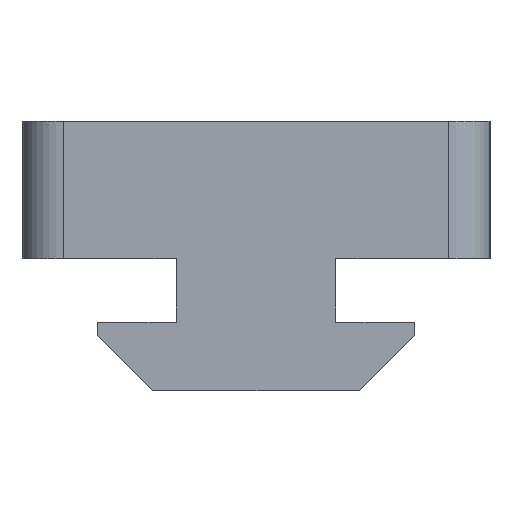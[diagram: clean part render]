
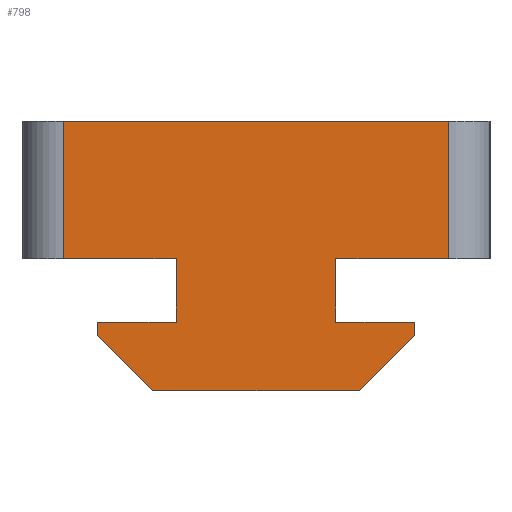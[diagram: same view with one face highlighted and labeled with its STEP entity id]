
A CAD part, left-side view. The second image highlights one B-rep face of the part: STEP entity #798.
In plain terms, the highlighted planar face has unit normal (-1, 0, 0).
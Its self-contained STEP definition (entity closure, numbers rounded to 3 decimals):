
#21 = VECTOR ( 'NONE', #757, 1000. ) ;
#24 = VECTOR ( 'NONE', #452, 1000. ) ;
#34 = CARTESIAN_POINT ( 'NONE',  ( 0., 5.75, -1.8 ) ) ;
#60 = VERTEX_POINT ( 'NONE', #692 ) ;
#82 = EDGE_CURVE ( 'NONE', #944, #714, #1539, .T. ) ;
#89 = ORIENTED_EDGE ( 'NONE', *, *, #1299, .F. ) ;
#91 = AXIS2_PLACEMENT_3D ( 'NONE', #1264, #492, #1389 ) ;
#105 = VERTEX_POINT ( 'NONE', #566 ) ;
#123 = VERTEX_POINT ( 'NONE', #1334 ) ;
#133 = ORIENTED_EDGE ( 'NONE', *, *, #82, .T. ) ;
#202 = LINE ( 'NONE', #933, #838 ) ;
#224 = ORIENTED_EDGE ( 'NONE', *, *, #1169, .T. ) ;
#246 = DIRECTION ( 'NONE',  ( 0., 0., -1. ) ) ;
#260 = FACE_OUTER_BOUND ( 'NONE', #1285, .T. ) ;
#269 = CARTESIAN_POINT ( 'NONE',  ( 0., -5.75, -2.3 ) ) ;
#274 = VERTEX_POINT ( 'NONE', #597 ) ;
#302 = LINE ( 'NONE', #951, #1279 ) ;
#305 = ORIENTED_EDGE ( 'NONE', *, *, #458, .F. ) ;
#331 = EDGE_CURVE ( 'NONE', #714, #1232, #778, .T. ) ;
#360 = CARTESIAN_POINT ( 'NONE',  ( 0., 2.9, 0. ) ) ;
#365 = CARTESIAN_POINT ( 'NONE',  ( 0., 3.75, -4.8 ) ) ;
#366 = DIRECTION ( 'NONE',  ( 0., 0., 1. ) ) ;
#380 = CARTESIAN_POINT ( 'NONE',  ( 0., -5.75, -2.8 ) ) ;
#386 = CARTESIAN_POINT ( 'NONE',  ( 0., 7., 0. ) ) ;
#390 = ORIENTED_EDGE ( 'NONE', *, *, #737, .T. ) ;
#394 = EDGE_CURVE ( 'NONE', #697, #919, #1120, .T. ) ;
#410 = EDGE_CURVE ( 'NONE', #944, #123, #1045, .T. ) ;
#423 = DIRECTION ( 'NONE',  ( 0., 1., 0. ) ) ;
#435 = CARTESIAN_POINT ( 'NONE',  ( 0., -5.75, -2.3 ) ) ;
#437 = ORIENTED_EDGE ( 'NONE', *, *, #1478, .F. ) ;
#452 = DIRECTION ( 'NONE',  ( 0., 0., 1. ) ) ;
#458 = EDGE_CURVE ( 'NONE', #60, #1232, #591, .T. ) ;
#471 = VERTEX_POINT ( 'NONE', #1042 ) ;
#486 = CARTESIAN_POINT ( 'NONE',  ( 0., 7., 0. ) ) ;
#492 = DIRECTION ( 'NONE',  ( 1., 0., 0. ) ) ;
#494 = CARTESIAN_POINT ( 'NONE',  ( 0., -5.75, -2.8 ) ) ;
#533 = LINE ( 'NONE', #1625, #1557 ) ;
#561 = DIRECTION ( 'NONE',  ( 0., 1., 0. ) ) ;
#566 = CARTESIAN_POINT ( 'NONE',  ( 0., 2.9, -2.3 ) ) ;
#571 = ORIENTED_EDGE ( 'NONE', *, *, #1628, .F. ) ;
#589 = CARTESIAN_POINT ( 'NONE',  ( 0., -2.9, 0. ) ) ;
#591 = LINE ( 'NONE', #781, #935 ) ;
#597 = CARTESIAN_POINT ( 'NONE',  ( 0., 2.9, 0. ) ) ;
#606 = CARTESIAN_POINT ( 'NONE',  ( 0., 7., 5. ) ) ;
#614 = ORIENTED_EDGE ( 'NONE', *, *, #331, .T. ) ;
#622 = CARTESIAN_POINT ( 'NONE',  ( 0., -8.5, 5. ) ) ;
#624 = CARTESIAN_POINT ( 'NONE',  ( 0., -2.9, 0. ) ) ;
#670 = EDGE_CURVE ( 'NONE', #1410, #794, #202, .T. ) ;
#680 = LINE ( 'NONE', #360, #1278 ) ;
#689 = DIRECTION ( 'NONE',  ( 0., 0.707, 0.707 ) ) ;
#690 = VECTOR ( 'NONE', #689, 1000. ) ;
#692 = CARTESIAN_POINT ( 'NONE',  ( 0., -7., 0. ) ) ;
#697 = VERTEX_POINT ( 'NONE', #606 ) ;
#700 = LINE ( 'NONE', #622, #1376 ) ;
#701 = VECTOR ( 'NONE', #246, 1000. ) ;
#714 = VERTEX_POINT ( 'NONE', #999 ) ;
#737 = EDGE_CURVE ( 'NONE', #274, #105, #680, .T. ) ;
#749 = PLANE ( 'NONE',  #91 ) ;
#757 = DIRECTION ( 'NONE',  ( 0., 0., -1. ) ) ;
#769 = CARTESIAN_POINT ( 'NONE',  ( 0., -7., 5. ) ) ;
#778 = LINE ( 'NONE', #624, #1084 ) ;
#781 = CARTESIAN_POINT ( 'NONE',  ( 0., 0., 0. ) ) ;
#783 = VERTEX_POINT ( 'NONE', #1382 ) ;
#794 = VERTEX_POINT ( 'NONE', #365 ) ;
#798 = ADVANCED_FACE ( 'NONE', ( #260 ), #749, .F. ) ;
#838 = VECTOR ( 'NONE', #423, 1000. ) ;
#865 = LINE ( 'NONE', #380, #1549 ) ;
#873 = ORIENTED_EDGE ( 'NONE', *, *, #670, .F. ) ;
#919 = VERTEX_POINT ( 'NONE', #386 ) ;
#933 = CARTESIAN_POINT ( 'NONE',  ( 0., 0., -4.8 ) ) ;
#935 = VECTOR ( 'NONE', #1546, 1000. ) ;
#937 = VECTOR ( 'NONE', #1304, 1000. ) ;
#944 = VERTEX_POINT ( 'NONE', #269 ) ;
#951 = CARTESIAN_POINT ( 'NONE',  ( 0., 5.75, -2.3 ) ) ;
#955 = DIRECTION ( 'NONE',  ( 0., 1., 0. ) ) ;
#999 = CARTESIAN_POINT ( 'NONE',  ( 0., -2.9, -2.3 ) ) ;
#1042 = CARTESIAN_POINT ( 'NONE',  ( 0., 5.75, -2.8 ) ) ;
#1045 = LINE ( 'NONE', #494, #21 ) ;
#1053 = EDGE_CURVE ( 'NONE', #471, #783, #1619, .T. ) ;
#1084 = VECTOR ( 'NONE', #366, 1000. ) ;
#1111 = DIRECTION ( 'NONE',  ( 0., 1., 0. ) ) ;
#1120 = LINE ( 'NONE', #486, #701 ) ;
#1163 = VECTOR ( 'NONE', #561, 1000. ) ;
#1166 = ORIENTED_EDGE ( 'NONE', *, *, #394, .T. ) ;
#1169 = EDGE_CURVE ( 'NONE', #105, #783, #302, .T. ) ;
#1201 = EDGE_CURVE ( 'NONE', #60, #1574, #1333, .T. ) ;
#1232 = VERTEX_POINT ( 'NONE', #589 ) ;
#1262 = ORIENTED_EDGE ( 'NONE', *, *, #1053, .F. ) ;
#1264 = CARTESIAN_POINT ( 'NONE',  ( 0., 0., 0. ) ) ;
#1272 = DIRECTION ( 'NONE',  ( 0., 0.707, -0.707 ) ) ;
#1275 = ORIENTED_EDGE ( 'NONE', *, *, #1449, .F. ) ;
#1278 = VECTOR ( 'NONE', #1510, 1000. ) ;
#1279 = VECTOR ( 'NONE', #955, 1000. ) ;
#1285 = EDGE_LOOP ( 'NONE', ( #133, #614, #305, #1550, #1275, #1166, #89, #390, #224, #1262, #571, #873, #437, #1448 ) ) ;
#1299 = EDGE_CURVE ( 'NONE', #274, #919, #533, .T. ) ;
#1304 = DIRECTION ( 'NONE',  ( 0., 0., 1. ) ) ;
#1333 = LINE ( 'NONE', #1346, #24 ) ;
#1334 = CARTESIAN_POINT ( 'NONE',  ( 0., -5.75, -2.8 ) ) ;
#1346 = CARTESIAN_POINT ( 'NONE',  ( 0., -7., 5. ) ) ;
#1373 = CARTESIAN_POINT ( 'NONE',  ( 0., -3.75, -4.8 ) ) ;
#1376 = VECTOR ( 'NONE', #1643, 1000. ) ;
#1382 = CARTESIAN_POINT ( 'NONE',  ( 0., 5.75, -2.3 ) ) ;
#1389 = DIRECTION ( 'NONE',  ( 0., 0., -1. ) ) ;
#1402 = LINE ( 'NONE', #1589, #690 ) ;
#1410 = VERTEX_POINT ( 'NONE', #1373 ) ;
#1448 = ORIENTED_EDGE ( 'NONE', *, *, #410, .F. ) ;
#1449 = EDGE_CURVE ( 'NONE', #697, #1574, #700, .T. ) ;
#1478 = EDGE_CURVE ( 'NONE', #123, #1410, #865, .T. ) ;
#1510 = DIRECTION ( 'NONE',  ( 0., 0., -1. ) ) ;
#1539 = LINE ( 'NONE', #435, #1163 ) ;
#1546 = DIRECTION ( 'NONE',  ( 0., 1., 0. ) ) ;
#1549 = VECTOR ( 'NONE', #1272, 1000. ) ;
#1550 = ORIENTED_EDGE ( 'NONE', *, *, #1201, .T. ) ;
#1557 = VECTOR ( 'NONE', #1111, 1000. ) ;
#1574 = VERTEX_POINT ( 'NONE', #769 ) ;
#1589 = CARTESIAN_POINT ( 'NONE',  ( 0., 3.75, -4.8 ) ) ;
#1619 = LINE ( 'NONE', #34, #937 ) ;
#1625 = CARTESIAN_POINT ( 'NONE',  ( 0., 0., 0. ) ) ;
#1628 = EDGE_CURVE ( 'NONE', #794, #471, #1402, .T. ) ;
#1643 = DIRECTION ( 'NONE',  ( 0., -1., 0. ) ) ;
